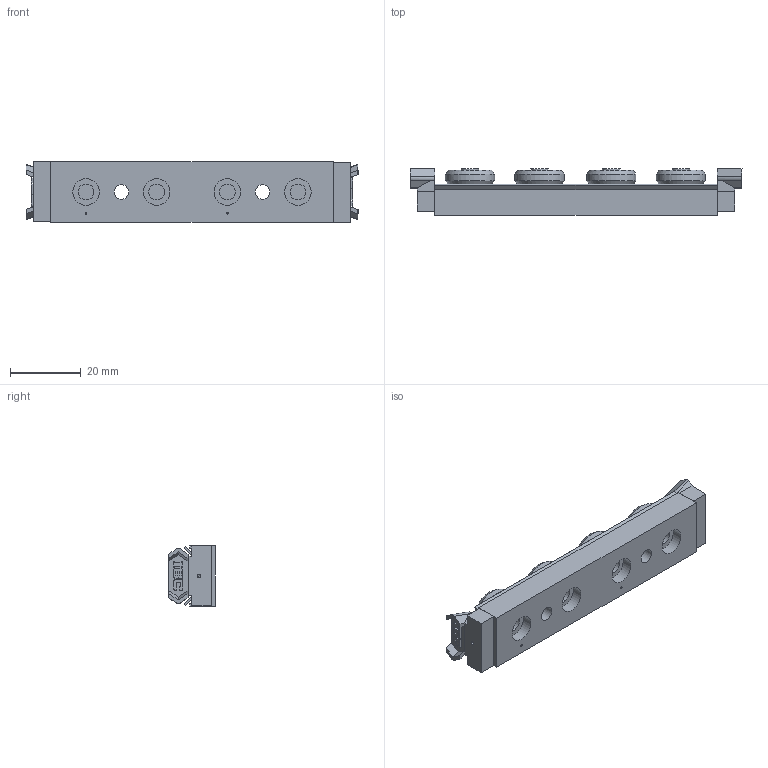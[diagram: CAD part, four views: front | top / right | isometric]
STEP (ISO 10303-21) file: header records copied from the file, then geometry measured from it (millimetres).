
FILE_DESCRIPTION((''),'2;1');
FILE_NAME('CL 18-22-A.2RS.AXS.stp','2016-02-09T10:11:32',('MRathmann'),(''),'Autodesk Inventor 2012','Autodesk Inventor 2012','');
FILE_SCHEMA(('CONFIG_CONTROL_DESIGN'));
Length unit declared in the file: millimetre
Products named in the file (5): CL 18-22-A.2RS.AXS; LL.CL 18-22-A; Dummy 14-18 ; D-ABS X18; Abstreiferlippe 80mm
Assembly tree (9 placements, depth 2):
  CL 18-22-A.2RS.AXS
    LL.CL 18-22-A
    Dummy 14-18   x4
    D-ABS X18  x2
    Abstreiferlippe 80mm  x2
Bounding box: 94 x 13.25 x 17.05 mm (x, y, z)
Volume: 13033 mm3; surface area: 13104.6 mm2
Topology: 9 solids, 9 shells, 290 faces, 712 edges, 470 vertices
Faces by surface type: plane 198, cylinder 76, cone 12, bspline 4
Full cylindrical faces by diameter (mm): 0.5 x2, 1 x2, 2.459 x2, 4.134 x2, 4.5 x4, 5 x4, 6 x8, 7.5 x4, 9 x4
Entity records: 4692 total; most frequent: CARTESIAN_POINT 803, DIRECTION 785, ORIENTED_EDGE 710, EDGE_CURVE 355, VECTOR 263, LINE 263, AXIS2_PLACEMENT_3D 261, VERTEX_POINT 252
